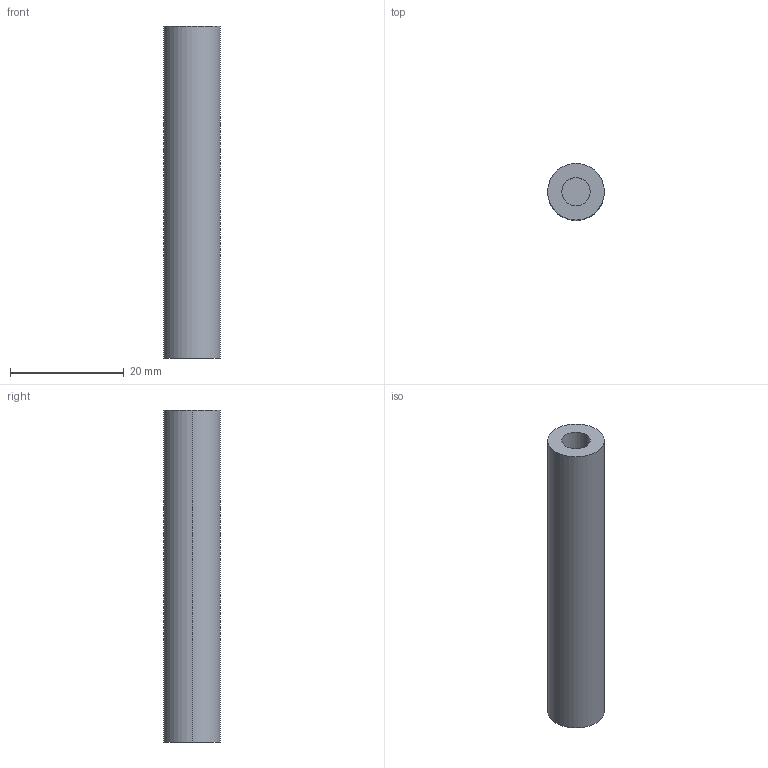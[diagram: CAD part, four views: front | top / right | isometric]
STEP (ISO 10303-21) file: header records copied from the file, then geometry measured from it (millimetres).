
FILE_DESCRIPTION(('CATIA V5 STEP Exchange'),'2;1');
FILE_NAME('Vira Sanat Stack Mold 5Axis Top Robot-062 -shaft.stp','2022-11-12T09:15:21+00:00',('none'),('none'),'CATIA Version 5 Release 21 GA (IN-10)','CATIA V5 STEP AP203','none');
FILE_SCHEMA(('CONFIG_CONTROL_DESIGN'));
Length unit declared in the file: millimetre
Products named in the file (1): Vira Sanat Stack Mold 5Axis Top Robot-062 -shaft
Bounding box: 10 x 10 x 58.5 mm (x, y, z)
Volume: 3907.4 mm3; surface area: 2544.7 mm2
Topology: 1 solids, 1 shells, 10 faces, 18 edges, 12 vertices
Faces by surface type: cylinder 6, plane 4
Entity records: 269 total; most frequent: CARTESIAN_POINT 38, ORIENTED_EDGE 36, DIRECTION 32, AXIS2_PLACEMENT_3D 20, EDGE_CURVE 18, CIRCLE 12, EDGE_LOOP 12, VERTEX_POINT 12
